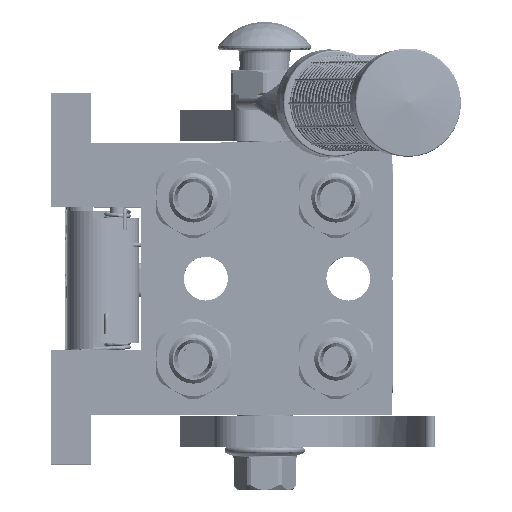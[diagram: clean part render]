
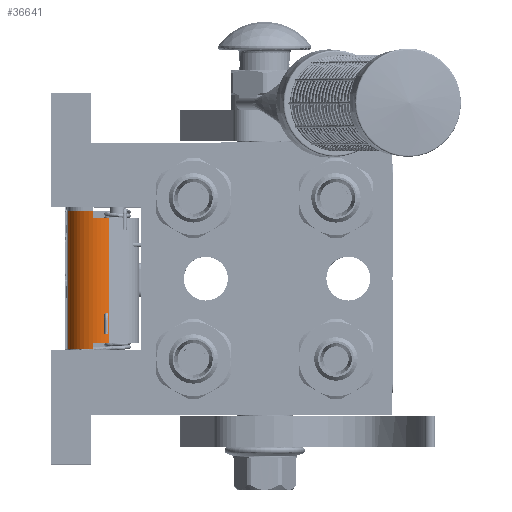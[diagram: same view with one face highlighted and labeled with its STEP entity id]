
A CAD part, top view. The second image highlights one B-rep face of the part: STEP entity #36641.
In plain terms, the highlighted cylindrical face has radius 9.5 mm (diameter 19 mm), a partial arc.
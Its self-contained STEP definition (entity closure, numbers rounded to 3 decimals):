
#869 = CARTESIAN_POINT ( 'NONE',  ( -20.25, 0., -56.881 ) ) ;
#1138 = CARTESIAN_POINT ( 'NONE',  ( 20.25, -5.154, -56.269 ) ) ;
#2662 = DIRECTION ( 'NONE',  ( 1., 0., 0. ) ) ;
#10145 = VECTOR ( 'NONE', #2662, 1000. ) ;
#12181 = VERTEX_POINT ( 'NONE', #1138 ) ;
#14337 = EDGE_CURVE ( 'NONE', #84400, #17459, #140269, .T. ) ;
#15966 = CIRCLE ( 'NONE', #169753, 9.5 ) ;
#16848 = DIRECTION ( 'NONE',  ( 0., -0.385, -0.923 ) ) ;
#17459 = VERTEX_POINT ( 'NONE', #869 ) ;
#22004 = DIRECTION ( 'NONE',  ( 1., 0., 0. ) ) ;
#22186 = ORIENTED_EDGE ( 'NONE', *, *, #158289, .F. ) ;
#24962 = CARTESIAN_POINT ( 'NONE',  ( -20.25, -5.154, -56.269 ) ) ;
#25074 = AXIS2_PLACEMENT_3D ( 'NONE', #173019, #79665, #61746 ) ;
#36641 = ADVANCED_FACE ( 'NONE', ( #50078 ), #84761, .T. ) ;
#40636 = DIRECTION ( 'NONE',  ( 0., -1., 0. ) ) ;
#44811 = EDGE_CURVE ( 'NONE', #201115, #144261, #15966, .T. ) ;
#48637 = CIRCLE ( 'NONE', #25074, 9.5 ) ;
#50078 = FACE_OUTER_BOUND ( 'NONE', #145960, .T. ) ;
#52411 = CARTESIAN_POINT ( 'NONE',  ( -20.25, -5.154, -56.269 ) ) ;
#53816 = DIRECTION ( 'NONE',  ( 0., -0.385, -0.923 ) ) ;
#55772 = ORIENTED_EDGE ( 'NONE', *, *, #190588, .F. ) ;
#58363 = LINE ( 'NONE', #52411, #132495 ) ;
#61746 = DIRECTION ( 'NONE',  ( 0., 0.158, -0.987 ) ) ;
#64968 = VERTEX_POINT ( 'NONE', #81495 ) ;
#65950 = AXIS2_PLACEMENT_3D ( 'NONE', #174398, #111461, #16848 ) ;
#66273 = ORIENTED_EDGE ( 'NONE', *, *, #143314, .F. ) ;
#67280 = CARTESIAN_POINT ( 'NONE',  ( -22.25, 8., -47.5 ) ) ;
#71006 = CARTESIAN_POINT ( 'NONE',  ( 20.25, -1.5, -47.5 ) ) ;
#71582 = DIRECTION ( 'NONE',  ( 1., 0., 0. ) ) ;
#71592 = VECTOR ( 'NONE', #83325, 1000. ) ;
#79665 = DIRECTION ( 'NONE',  ( 1., 0., 0. ) ) ;
#80673 = ORIENTED_EDGE ( 'NONE', *, *, #44811, .T. ) ;
#81495 = CARTESIAN_POINT ( 'NONE',  ( 20.25, 0., -56.881 ) ) ;
#83325 = DIRECTION ( 'NONE',  ( 1., 0., 0. ) ) ;
#84400 = VERTEX_POINT ( 'NONE', #24962 ) ;
#84761 = CYLINDRICAL_SURFACE ( 'NONE', #106833, 9.5 ) ;
#86248 = DIRECTION ( 'NONE',  ( 1., 0., 0. ) ) ;
#101777 = EDGE_CURVE ( 'NONE', #201115, #17459, #175507, .T. ) ;
#106833 = AXIS2_PLACEMENT_3D ( 'NONE', #164461, #180357, #40636 ) ;
#111461 = DIRECTION ( 'NONE',  ( 1., 0., 0. ) ) ;
#116172 = CARTESIAN_POINT ( 'NONE',  ( 22.25, 0., -56.881 ) ) ;
#129065 = ORIENTED_EDGE ( 'NONE', *, *, #185438, .T. ) ;
#129413 = AXIS2_PLACEMENT_3D ( 'NONE', #71006, #86248, #53816 ) ;
#129458 = DIRECTION ( 'NONE',  ( 1., 0., 0. ) ) ;
#132495 = VECTOR ( 'NONE', #22004, 1000. ) ;
#139957 = CARTESIAN_POINT ( 'NONE',  ( -22.25, 8., -47.5 ) ) ;
#140269 = CIRCLE ( 'NONE', #65950, 9.5 ) ;
#143314 = EDGE_CURVE ( 'NONE', #64968, #143879, #195662, .T. ) ;
#143879 = VERTEX_POINT ( 'NONE', #116172 ) ;
#144261 = VERTEX_POINT ( 'NONE', #139957 ) ;
#145655 = EDGE_CURVE ( 'NONE', #12181, #64968, #160283, .T. ) ;
#145749 = CARTESIAN_POINT ( 'NONE',  ( 20.25, 0., -56.881 ) ) ;
#145960 = EDGE_LOOP ( 'NONE', ( #22186, #177490, #186557, #80673, #129065, #55772, #66273, #175010 ) ) ;
#149731 = CARTESIAN_POINT ( 'NONE',  ( -22.25, -1.5, -47.5 ) ) ;
#158289 = EDGE_CURVE ( 'NONE', #84400, #12181, #58363, .T. ) ;
#160283 = CIRCLE ( 'NONE', #129413, 9.5 ) ;
#161753 = VERTEX_POINT ( 'NONE', #198126 ) ;
#162183 = CARTESIAN_POINT ( 'NONE',  ( -22.25, 0., -56.881 ) ) ;
#164301 = DIRECTION ( 'NONE',  ( 0., 0.158, -0.987 ) ) ;
#164461 = CARTESIAN_POINT ( 'NONE',  ( -22.25, -1.5, -47.5 ) ) ;
#169753 = AXIS2_PLACEMENT_3D ( 'NONE', #149731, #71582, #164301 ) ;
#173019 = CARTESIAN_POINT ( 'NONE',  ( 22.25, -1.5, -47.5 ) ) ;
#174398 = CARTESIAN_POINT ( 'NONE',  ( -20.25, -1.5, -47.5 ) ) ;
#175010 = ORIENTED_EDGE ( 'NONE', *, *, #145655, .F. ) ;
#175507 = LINE ( 'NONE', #162183, #71592 ) ;
#176295 = VECTOR ( 'NONE', #129458, 1000. ) ;
#177490 = ORIENTED_EDGE ( 'NONE', *, *, #14337, .T. ) ;
#180357 = DIRECTION ( 'NONE',  ( -1., 0., 0. ) ) ;
#182887 = CARTESIAN_POINT ( 'NONE',  ( -22.25, 0., -56.881 ) ) ;
#185438 = EDGE_CURVE ( 'NONE', #144261, #161753, #198565, .T. ) ;
#186557 = ORIENTED_EDGE ( 'NONE', *, *, #101777, .F. ) ;
#190588 = EDGE_CURVE ( 'NONE', #143879, #161753, #48637, .T. ) ;
#195662 = LINE ( 'NONE', #145749, #10145 ) ;
#198126 = CARTESIAN_POINT ( 'NONE',  ( 22.25, 8., -47.5 ) ) ;
#198565 = LINE ( 'NONE', #67280, #176295 ) ;
#201115 = VERTEX_POINT ( 'NONE', #182887 ) ;
